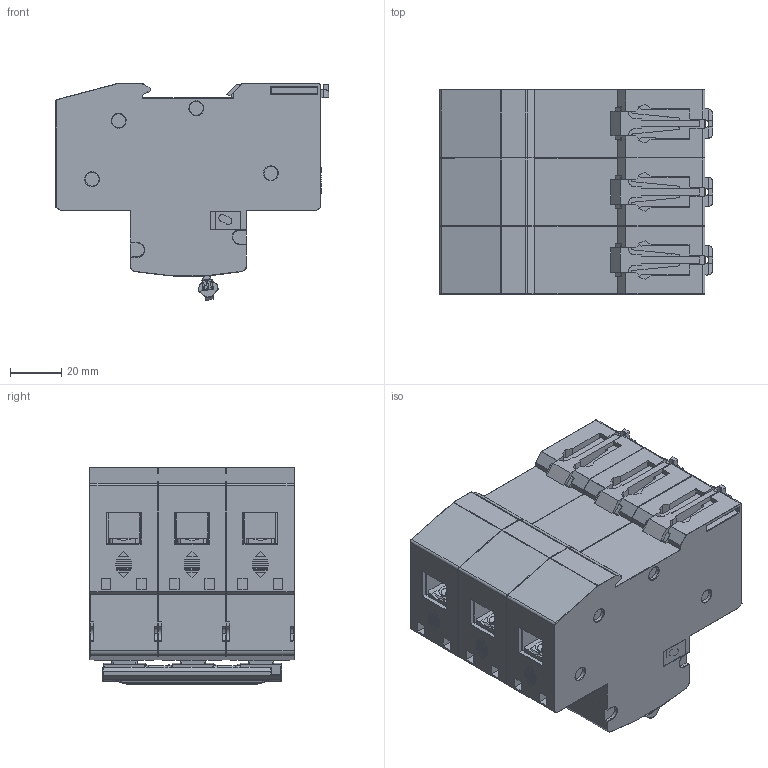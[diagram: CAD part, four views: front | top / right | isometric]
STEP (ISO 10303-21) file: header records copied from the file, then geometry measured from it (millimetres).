
FILE_DESCRIPTION (( 'STEP AP214' ), '1' );
FILE_NAME ('3d_3P.STEP', '2025-02-05T14:45:06', ( '' ), ( '' ), 'SwSTEP 2.0', 'SolidWorks 2022', '' );
FILE_SCHEMA (( 'AUTOMOTIVE_DESIGN' ));
Length unit declared in the file: millimetre
Products named in the file (1): 3d_3P
Bounding box: 106.2 x 79.5 x 84.18 mm (x, y, z)
Volume: 449149.7 mm3; surface area: 72145.7 mm2
Topology: 2 solids, 50 shells, 4369 faces, 11408 edges, 7276 vertices
Faces by surface type: plane 2742, cylinder 1113, torus 206, sphere 171, bspline 83, cone 54
Entity records: 146265 total; most frequent: CARTESIAN_POINT 34684, ORIENTED_EDGE 22752, DIRECTION 21582, EDGE_CURVE 11376, LINE 8208, VECTOR 8208, VERTEX_POINT 7276, AXIS2_PLACEMENT_3D 6687
